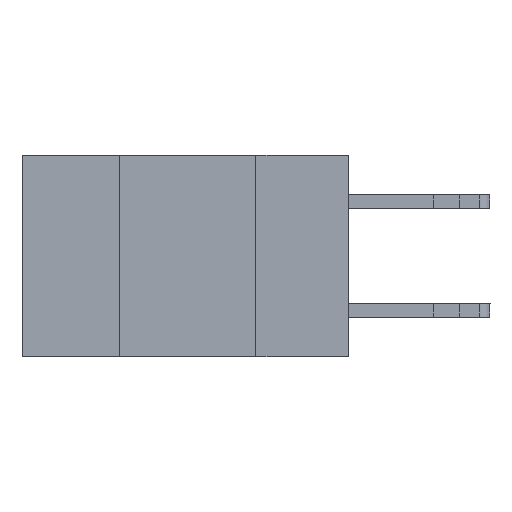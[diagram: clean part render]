
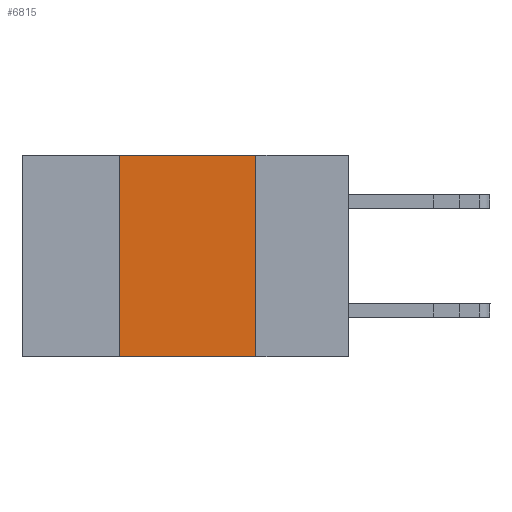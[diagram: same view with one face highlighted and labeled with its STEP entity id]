
A CAD part, left-side view. The second image highlights one B-rep face of the part: STEP entity #6815.
In plain terms, the highlighted planar face has unit normal (-1, 0, 0).
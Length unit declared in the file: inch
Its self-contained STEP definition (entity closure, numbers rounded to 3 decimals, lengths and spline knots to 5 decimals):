
#270 = VERTEX_POINT ( 'NONE', #2738 ) ;
#704 = DIRECTION ( 'NONE',  ( 0., 0., -1. ) ) ;
#1170 = EDGE_CURVE ( 'NONE', #270, #2758, #8726, .T. ) ;
#1698 = LINE ( 'NONE', #6860, #9663 ) ;
#2291 = VECTOR ( 'NONE', #7373, 39.37008 ) ;
#2341 = PLANE ( 'NONE',  #8545 ) ;
#2604 = CARTESIAN_POINT ( 'NONE',  ( 0., 0.42, 0. ) ) ;
#2738 = CARTESIAN_POINT ( 'NONE',  ( 0., 0.42, -0.37 ) ) ;
#2746 = VERTEX_POINT ( 'NONE', #5582 ) ;
#2758 = VERTEX_POINT ( 'NONE', #2604 ) ;
#2911 = EDGE_CURVE ( 'NONE', #2758, #2746, #5367, .T. ) ;
#3324 = VECTOR ( 'NONE', #7288, 39.37008 ) ;
#4332 = VECTOR ( 'NONE', #9814, 39.37008 ) ;
#4712 = CARTESIAN_POINT ( 'NONE',  ( 0., 0.6, 0. ) ) ;
#5130 = EDGE_CURVE ( 'NONE', #2746, #10035, #1698, .T. ) ;
#5249 = ORIENTED_EDGE ( 'NONE', *, *, #1170, .F. ) ;
#5367 = LINE ( 'NONE', #9631, #3324 ) ;
#5582 = CARTESIAN_POINT ( 'NONE',  ( 0., 0.17, 0. ) ) ;
#5847 = ORIENTED_EDGE ( 'NONE', *, *, #8241, .T. ) ;
#6570 = CARTESIAN_POINT ( 'NONE',  ( 0., 0.6, -0.37 ) ) ;
#6815 = ADVANCED_FACE ( 'NONE', ( #9202 ), #2341, .F. ) ;
#6860 = CARTESIAN_POINT ( 'NONE',  ( 0., 0.17, -0.37 ) ) ;
#6906 = LINE ( 'NONE', #6570, #2291 ) ;
#7288 = DIRECTION ( 'NONE',  ( 0., -1., 0. ) ) ;
#7373 = DIRECTION ( 'NONE',  ( 0., -1., 0. ) ) ;
#7402 = CARTESIAN_POINT ( 'NONE',  ( 0., 0.42, -0.37 ) ) ;
#7921 = EDGE_LOOP ( 'NONE', ( #7954, #8212, #5249, #5847 ) ) ;
#7954 = ORIENTED_EDGE ( 'NONE', *, *, #5130, .F. ) ;
#8212 = ORIENTED_EDGE ( 'NONE', *, *, #2911, .F. ) ;
#8241 = EDGE_CURVE ( 'NONE', #270, #10035, #6906, .T. ) ;
#8545 = AXIS2_PLACEMENT_3D ( 'NONE', #4712, #9379, #704 ) ;
#8726 = LINE ( 'NONE', #7402, #4332 ) ;
#9149 = DIRECTION ( 'NONE',  ( 0., 0., -1. ) ) ;
#9202 = FACE_OUTER_BOUND ( 'NONE', #7921, .T. ) ;
#9329 = CARTESIAN_POINT ( 'NONE',  ( 0., 0.17, -0.37 ) ) ;
#9379 = DIRECTION ( 'NONE',  ( 1., 0., 0. ) ) ;
#9631 = CARTESIAN_POINT ( 'NONE',  ( 0., 0.6, 0. ) ) ;
#9663 = VECTOR ( 'NONE', #9149, 39.37008 ) ;
#9814 = DIRECTION ( 'NONE',  ( 0., 0., 1. ) ) ;
#10035 = VERTEX_POINT ( 'NONE', #9329 ) ;
